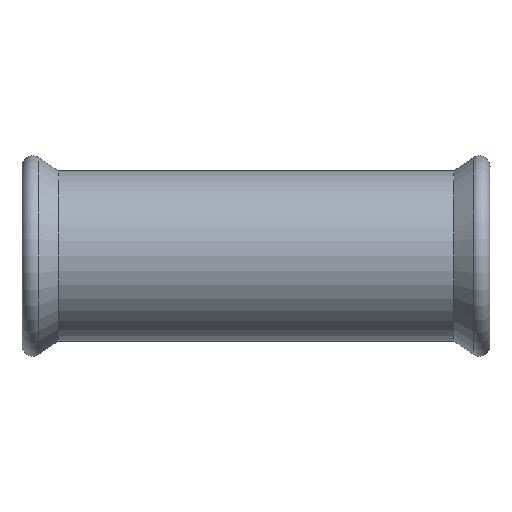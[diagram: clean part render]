
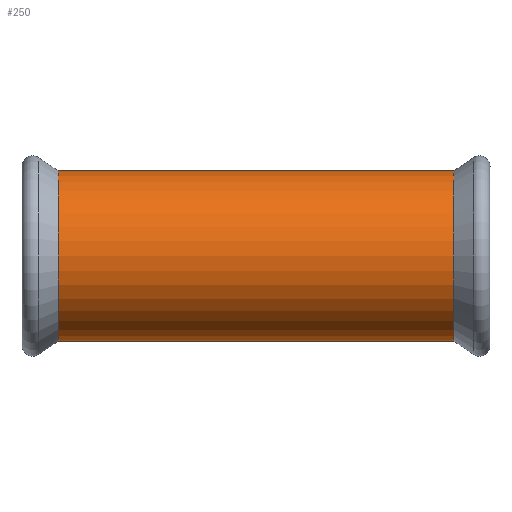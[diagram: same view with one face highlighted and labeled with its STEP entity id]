
A CAD part, front view. The second image highlights one B-rep face of the part: STEP entity #250.
In plain terms, the highlighted cylindrical face has radius 56.4 mm (diameter 112.8 mm), a full revolution.
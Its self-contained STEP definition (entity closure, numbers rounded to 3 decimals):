
#18=CYLINDRICAL_SURFACE($,#290,56.4);
#49=FACE_BOUND($,#106,.T.);
#71=FACE_OUTER_BOUND($,#105,.T.);
#105=EDGE_LOOP($,(#215));
#106=EDGE_LOOP($,(#216));
#126=CIRCLE($,#268,56.4);
#137=CIRCLE($,#289,56.4);
#148=VERTEX_POINT($,#412);
#159=VERTEX_POINT($,#444);
#170=EDGE_CURVE($,#148,#148,#126,.T.);
#181=EDGE_CURVE($,#159,#159,#137,.T.);
#215=ORIENTED_EDGE($,*,*,#170,.F.);
#216=ORIENTED_EDGE($,*,*,#181,.T.);
#250=ADVANCED_FACE($,(#71,#49),#18,.T.);
#268=AXIS2_PLACEMENT_3D($,#413,#322,#323);
#289=AXIS2_PLACEMENT_3D($,#445,#364,#365);
#290=AXIS2_PLACEMENT_3D($,#446,#366,#367);
#322=DIRECTION('center_axis',(1.,0.,0.));
#323=DIRECTION('ref_axis',(0.,0.,1.));
#364=DIRECTION('center_axis',(1.,0.,0.));
#365=DIRECTION('ref_axis',(0.,0.,1.));
#366=DIRECTION('center_axis',(1.,0.,0.));
#367=DIRECTION('ref_axis',(0.,0.,1.));
#412=CARTESIAN_POINT('',(131.034,0.,56.4));
#413=CARTESIAN_POINT('Origin',(131.034,0.,0.));
#444=CARTESIAN_POINT('',(-131.034,0.,56.4));
#445=CARTESIAN_POINT('Origin',(-131.034,0.,0.));
#446=CARTESIAN_POINT('Origin',(-65.517,0.,0.));
